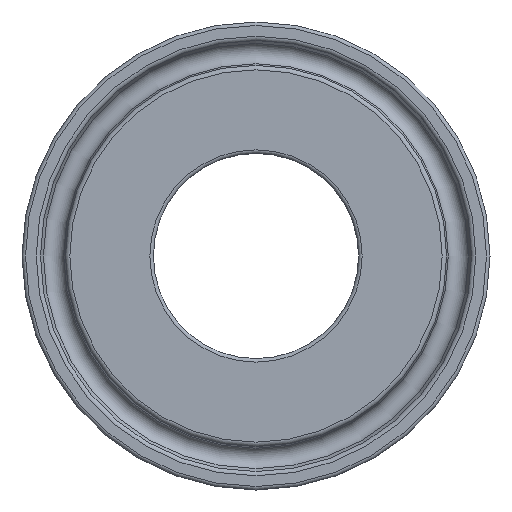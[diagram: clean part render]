
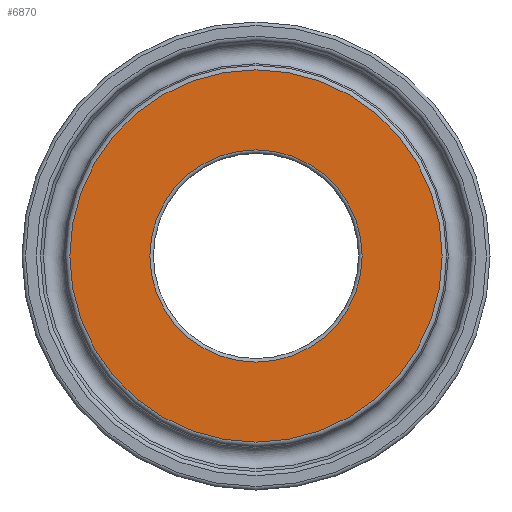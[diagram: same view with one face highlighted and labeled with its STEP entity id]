
A CAD part, left-side view. The second image highlights one B-rep face of the part: STEP entity #6870.
In plain terms, the highlighted planar face has unit normal (-1, 0, 0).
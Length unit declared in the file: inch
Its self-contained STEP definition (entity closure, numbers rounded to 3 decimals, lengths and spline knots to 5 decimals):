
#85=FACE_BOUND('',#1237,.T.);
#392=PLANE('',#7336);
#827=FACE_OUTER_BOUND('',#1236,.T.);
#1236=EDGE_LOOP('',(#6415,#6416));
#1237=EDGE_LOOP('',(#6417,#6418));
#2670=CIRCLE('',#7333,0.45);
#2672=CIRCLE('',#7335,0.45);
#2673=CIRCLE('',#7337,0.78916);
#2674=CIRCLE('',#7338,0.78916);
#3372=VERTEX_POINT('',#17202);
#3373=VERTEX_POINT('',#17203);
#3374=VERTEX_POINT('',#17208);
#3375=VERTEX_POINT('',#17209);
#4393=EDGE_CURVE('',#3372,#3373,#2670,.T.);
#4395=EDGE_CURVE('',#3373,#3372,#2672,.T.);
#4396=EDGE_CURVE('',#3374,#3375,#2673,.T.);
#4397=EDGE_CURVE('',#3375,#3374,#2674,.T.);
#6415=ORIENTED_EDGE('',*,*,#4396,.F.);
#6416=ORIENTED_EDGE('',*,*,#4397,.F.);
#6417=ORIENTED_EDGE('',*,*,#4393,.F.);
#6418=ORIENTED_EDGE('',*,*,#4395,.F.);
#6870=ADVANCED_FACE('',(#827,#85),#392,.T.);
#7333=AXIS2_PLACEMENT_3D('',#17204,#8695,#8696);
#7335=AXIS2_PLACEMENT_3D('',#17206,#8699,#8700);
#7336=AXIS2_PLACEMENT_3D('',#17207,#8701,#8702);
#7337=AXIS2_PLACEMENT_3D('',#17210,#8703,#8704);
#7338=AXIS2_PLACEMENT_3D('',#17211,#8705,#8706);
#8695=DIRECTION('center_axis',(-1.,0.,0.));
#8696=DIRECTION('ref_axis',(0.,-1.,0.));
#8699=DIRECTION('center_axis',(-1.,0.,0.));
#8700=DIRECTION('ref_axis',(0.,-1.,0.));
#8701=DIRECTION('center_axis',(-1.,0.,0.));
#8702=DIRECTION('ref_axis',(0.,0.,1.));
#8703=DIRECTION('center_axis',(1.,0.,0.));
#8704=DIRECTION('ref_axis',(0.,-1.,0.));
#8705=DIRECTION('center_axis',(1.,0.,0.));
#8706=DIRECTION('ref_axis',(0.,-1.,0.));
#17202=CARTESIAN_POINT('',(0.,0.45,0.));
#17203=CARTESIAN_POINT('',(0.,0.,0.45));
#17204=CARTESIAN_POINT('Origin',(0.,0.,0.));
#17206=CARTESIAN_POINT('Origin',(0.,0.,0.));
#17207=CARTESIAN_POINT('Origin',(0.,0.80316,0.));
#17208=CARTESIAN_POINT('',(0.,0.78916,0.));
#17209=CARTESIAN_POINT('',(0.,0.,-0.78916));
#17210=CARTESIAN_POINT('Origin',(0.,0.,0.));
#17211=CARTESIAN_POINT('Origin',(0.,0.,0.));
